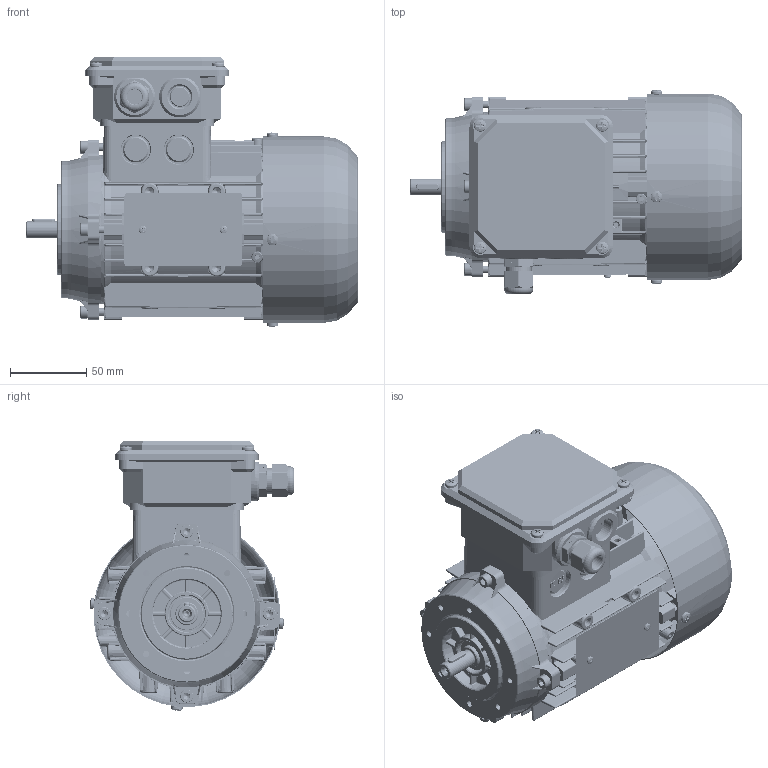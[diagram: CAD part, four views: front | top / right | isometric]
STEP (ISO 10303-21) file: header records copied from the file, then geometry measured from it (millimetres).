
FILE_DESCRIPTION((''),'2;1');
FILE_NAME('J2063-B14.stp','2014-07-30T09:37:13',('WRKS_ELPROM'),(''),'Autodesk Inventor 2011','Autodesk Inventor 2011','');
FILE_SCHEMA(('AUTOMOTIVE_DESIGN { 1 0 10303 214 1 1 1 1 }'));
Length unit declared in the file: millimetre
Products named in the file (31): J2063-B14; Alb. M63 NEW Standard 2001; Linguetta 4 x 4 x 15 UNI 6604-A; Calotta M63 tipo NPF O 35 Standard CEG; CARCASSA M63 B5 NPF_CEG TORNITA L108; O15 VA; Flangia M63  NPF Finita 26_01_04; CBA ALL 2C M56_71 CEG FIL N°1_M16; GUARNIZIONE SUPERIORE IP65 56_71 NPF GUA00002; GUARNIZIONE INFERIORE IP44 56_71 NPF GUA00011; Pressacavo M16 x 1.5; Pressacavo M16 x 1.5_1; VITE M4 x 12 TC CROCE UNI 7687; VITE M4 x 12 TC CROCE UNI 7687-oa0; VITE M4 x 12 TC CROCE UNI 7687-oa1; VITE M4 x 12 TC CROCE UNI 7687-oa2; VITE M4 x 12 TC CROCE UNI 7687-oa3; VITE M4 x 12 TC CROCE UNI 7687-oa4; VITE M4 x 12 TC CROCE UNI 7687-oa5; VITE M4 x 12 TC CROCE UNI 7687-oa6; Coperchio Copr 56 71 All 2 Comp CEG; Copribasetta 2 Comp 56-71  M 16 All CEG; M5 x 20 TCEI UNI 5931; 1007990; PNTARGAGEM; VITE M2,5 x 8 TC CROCE AUTOFILETTANTE DIN 7981; 1009230; ANELLO FISSAGGIO; 1042480; VITE M3,9 x 9,5 TC CROCE AUTOFILETTANTE DIN 7981 DAD00089
Assembly tree (37 placements, depth 3):
  J2063-B14
    Alb. M63 NEW Standard 2001
    Linguetta 4 x 4 x 15 UNI 6604-A
    Calotta M63 tipo NPF O 35 Standard CEG
    CARCASSA M63 B5 NPF_CEG TORNITA L108
    O15 VA
    Flangia M63  NPF Finita 26_01_04
    CBA ALL 2C M56_71 CEG FIL N°1_M16
      GUARNIZIONE SUPERIORE IP65 56_71 NPF GUA00002
      GUARNIZIONE INFERIORE IP44 56_71 NPF GUA00011
      Pressacavo M16 x 1.5
      Pressacavo M16 x 1.5_1
      VITE M4 x 12 TC CROCE UNI 7687
      VITE M4 x 12 TC CROCE UNI 7687-oa0
      VITE M4 x 12 TC CROCE UNI 7687-oa1
      VITE M4 x 12 TC CROCE UNI 7687-oa2
      VITE M4 x 12 TC CROCE UNI 7687-oa3
      VITE M4 x 12 TC CROCE UNI 7687-oa4
      VITE M4 x 12 TC CROCE UNI 7687-oa5
      VITE M4 x 12 TC CROCE UNI 7687-oa6
      Coperchio Copr 56 71 All 2 Comp CEG
      Copribasetta 2 Comp 56-71  M 16 All CEG
    M5 x 20 TCEI UNI 5931  x4
    1007990
    PNTARGAGEM
    VITE M2,5 x 8 TC CROCE AUTOFILETTANTE DIN 7981  x2
    1009230
      1009230
      ANELLO FISSAGGIO
    1042480
    VITE M3,9 x 9,5 TC CROCE AUTOFILETTANTE DIN 7981 DAD00089  x4
Bounding box: 217.5 x 134.19 x 176.69 mm (x, y, z)
Volume: 273252.1 mm3; surface area: 400438.7 mm2
Topology: 34 solids, 38 shells, 5191 faces, 12900 edges, 7787 vertices
Faces by surface type: plane 1710, bspline 1217, cylinder 1163, torus 566, cone 407, sphere 128
Full cylindrical faces by diameter (mm): 1.6 x1, 2.5 x2, 3 x4, 3.242 x1, 3.25 x4, 3.8 x4, 3.9 x4, 4 x8, 4.134 x8, 4.2 x9, 4.26 x1, 4.5 x4, 4.917 x24, 5 x26, 6 x4, 6.5 x4, 7 x1, 7.5 x4, 8 x9, 8.5 x4, 9 x8, 10 x1, 10.6 x1, 11 x2, 14 x2, 14.5 x2, 14.6 x2, 15 x4, 15.502 x1, 16 x3
Entity records: 218411 total; most frequent: CARTESIAN_POINT 107471, ORIENTED_EDGE 22780, DIRECTION 21139, EDGE_CURVE 11396, AXIS2_PLACEMENT_3D 8312, VERTEX_POINT 7155, EDGE_LOOP 5672, FACE_OUTER_BOUND 4847
